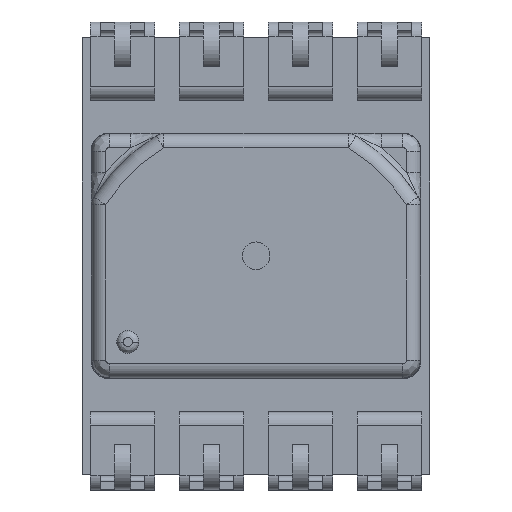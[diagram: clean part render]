
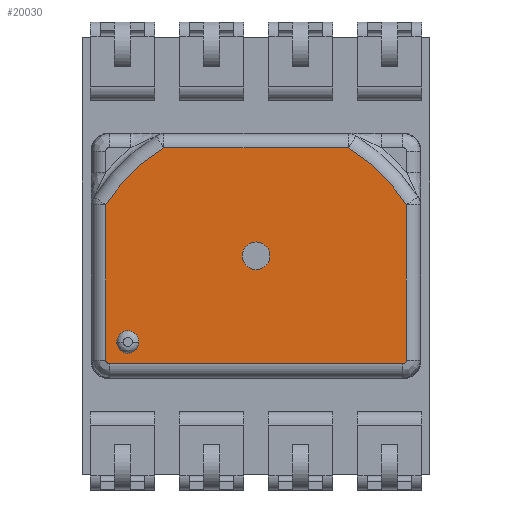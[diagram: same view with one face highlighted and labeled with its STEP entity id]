
A CAD part, top view. The second image highlights one B-rep face of the part: STEP entity #20030.
In plain terms, the highlighted planar face has unit normal (0, 0, 1).
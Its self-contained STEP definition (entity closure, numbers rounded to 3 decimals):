
#7097=DIRECTION('',(0.,-1.,0.));
#7098=VECTOR('',#7097,4.446);
#7099=CARTESIAN_POINT('',(21.549,-35.874,2.21));
#7100=LINE('',#7099,#7098);
#7101=CARTESIAN_POINT('',(25.834,-38.585,2.21));
#7102=DIRECTION('',(0.,0.,1.));
#7103=DIRECTION('',(-0.52,0.854,0.));
#7104=AXIS2_PLACEMENT_3D('',#7101,#7102,#7103);
#7106=DIRECTION('',(-1.,0.,0.));
#7107=VECTOR('',#7106,5.277);
#7108=CARTESIAN_POINT('',(28.472,-34.256,2.21));
#7109=LINE('',#7108,#7107);
#7110=CARTESIAN_POINT('',(25.834,-38.585,2.21));
#7111=DIRECTION('',(0.,0.,1.));
#7112=DIRECTION('',(0.845,0.535,0.));
#7113=AXIS2_PLACEMENT_3D('',#7110,#7111,#7112);
#7115=DIRECTION('',(0.,1.,0.));
#7116=VECTOR('',#7115,4.446);
#7117=CARTESIAN_POINT('',(30.118,-40.32,2.21));
#7118=LINE('',#7117,#7116);
#7119=CARTESIAN_POINT('',(30.024,-40.32,2.21));
#7120=DIRECTION('',(0.,0.,1.));
#7121=DIRECTION('',(0.,-1.,0.));
#7122=AXIS2_PLACEMENT_3D('',#7119,#7120,#7121);
#7124=DIRECTION('',(1.,0.,0.));
#7125=VECTOR('',#7124,8.38);
#7126=CARTESIAN_POINT('',(21.644,-40.415,2.21));
#7127=LINE('',#7126,#7125);
#7128=CARTESIAN_POINT('',(21.644,-40.32,2.21));
#7129=DIRECTION('',(0.,0.,1.));
#7130=DIRECTION('',(-1.,0.,0.));
#7131=AXIS2_PLACEMENT_3D('',#7128,#7129,#7130);
#7133=CARTESIAN_POINT('',(25.834,-37.335,2.21));
#7134=DIRECTION('',(0.,0.,1.));
#7135=DIRECTION('',(0.,1.,0.));
#7136=AXIS2_PLACEMENT_3D('',#7133,#7134,#7135);
#7138=CARTESIAN_POINT('',(25.834,-37.335,2.21));
#7139=DIRECTION('',(0.,0.,1.));
#7140=DIRECTION('',(0.,-1.,0.));
#7141=AXIS2_PLACEMENT_3D('',#7138,#7139,#7140);
#7143=CARTESIAN_POINT('',(22.174,-39.795,2.21));
#7144=DIRECTION('',(0.,0.,1.));
#7145=DIRECTION('',(1.,0.,0.));
#7146=AXIS2_PLACEMENT_3D('',#7143,#7144,#7145);
#7148=CARTESIAN_POINT('',(22.174,-39.795,2.21));
#7149=DIRECTION('',(0.,0.,1.));
#7150=DIRECTION('',(-1.,0.,0.));
#7151=AXIS2_PLACEMENT_3D('',#7148,#7149,#7150);
#7675=CARTESIAN_POINT('',(25.834,-36.94,2.21));
#7676=CARTESIAN_POINT('',(25.834,-37.73,2.21));
#7677=VERTEX_POINT('',#7675);
#7678=VERTEX_POINT('',#7676);
#7679=CARTESIAN_POINT('',(21.549,-35.874,2.21));
#7680=CARTESIAN_POINT('',(21.549,-40.32,2.21));
#7681=VERTEX_POINT('',#7679);
#7682=VERTEX_POINT('',#7680);
#7687=CARTESIAN_POINT('',(21.644,-40.415,2.21));
#7688=VERTEX_POINT('',#7687);
#7691=CARTESIAN_POINT('',(30.024,-40.415,2.21));
#7692=VERTEX_POINT('',#7691);
#7695=CARTESIAN_POINT('',(30.118,-40.32,2.21));
#7696=VERTEX_POINT('',#7695);
#7699=CARTESIAN_POINT('',(30.118,-35.874,2.21));
#7700=VERTEX_POINT('',#7699);
#7703=CARTESIAN_POINT('',(28.472,-34.256,2.21));
#7704=CARTESIAN_POINT('',(23.195,-34.256,2.21));
#7705=VERTEX_POINT('',#7703);
#7706=VERTEX_POINT('',#7704);
#7759=CARTESIAN_POINT('',(22.494,-39.795,2.21));
#7760=CARTESIAN_POINT('',(21.854,-39.795,2.21));
#7761=VERTEX_POINT('',#7759);
#7762=VERTEX_POINT('',#7760);
#19996=CARTESIAN_POINT('',(25.834,-37.335,2.21));
#19997=DIRECTION('',(0.,0.,1.));
#19998=DIRECTION('',(1.,0.,0.));
#19999=AXIS2_PLACEMENT_3D('',#19996,#19997,#19998);
#20000=PLANE('',#19999);
#20002=ORIENTED_EDGE('',*,*,#20001,.F.);
#20004=ORIENTED_EDGE('',*,*,#20003,.F.);
#20005=ORIENTED_EDGE('',*,*,#19986,.F.);
#20007=ORIENTED_EDGE('',*,*,#20006,.F.);
#20009=ORIENTED_EDGE('',*,*,#20008,.F.);
#20011=ORIENTED_EDGE('',*,*,#20010,.F.);
#20013=ORIENTED_EDGE('',*,*,#20012,.F.);
#20015=ORIENTED_EDGE('',*,*,#20014,.F.);
#20016=EDGE_LOOP('',(#20002,#20004,#20005,#20007,#20009,#20011,#20013,#20015));
#20017=FACE_OUTER_BOUND('',#20016,.F.);
#20019=ORIENTED_EDGE('',*,*,#20018,.T.);
#20021=ORIENTED_EDGE('',*,*,#20020,.T.);
#20022=EDGE_LOOP('',(#20019,#20021));
#20023=FACE_BOUND('',#20022,.F.);
#20025=ORIENTED_EDGE('',*,*,#20024,.T.);
#20027=ORIENTED_EDGE('',*,*,#20026,.T.);
#20028=EDGE_LOOP('',(#20025,#20027));
#20029=FACE_BOUND('',#20028,.F.);
#20030=ADVANCED_FACE('',(#20017,#20023,#20029),#20000,.T.);
#7105=CIRCLE('',#7104,5.07);
#7114=CIRCLE('',#7113,5.07);
#7123=CIRCLE('',#7122,0.094);
#7132=CIRCLE('',#7131,0.094);
#7137=CIRCLE('',#7136,0.395);
#7142=CIRCLE('',#7141,0.395);
#7147=CIRCLE('',#7146,0.32);
#7152=CIRCLE('',#7151,0.32);
#19986=EDGE_CURVE('',#7705,#7706,#7109,.T.);
#20001=EDGE_CURVE('',#7681,#7682,#7100,.T.);
#20003=EDGE_CURVE('',#7706,#7681,#7105,.T.);
#20006=EDGE_CURVE('',#7700,#7705,#7114,.T.);
#20008=EDGE_CURVE('',#7696,#7700,#7118,.T.);
#20010=EDGE_CURVE('',#7692,#7696,#7123,.T.);
#20012=EDGE_CURVE('',#7688,#7692,#7127,.T.);
#20014=EDGE_CURVE('',#7682,#7688,#7132,.T.);
#20018=EDGE_CURVE('',#7677,#7678,#7137,.T.);
#20020=EDGE_CURVE('',#7678,#7677,#7142,.T.);
#20024=EDGE_CURVE('',#7761,#7762,#7147,.T.);
#20026=EDGE_CURVE('',#7762,#7761,#7152,.T.);
